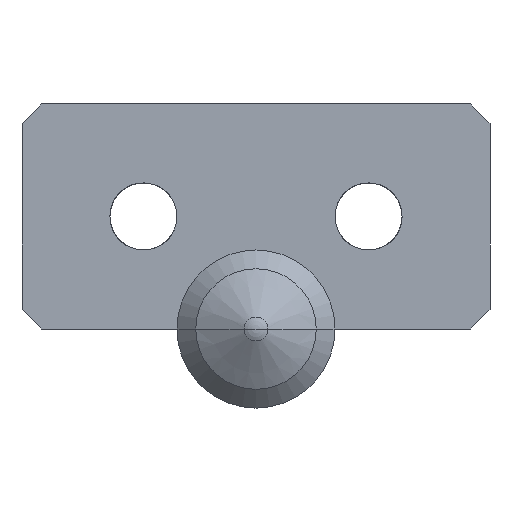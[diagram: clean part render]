
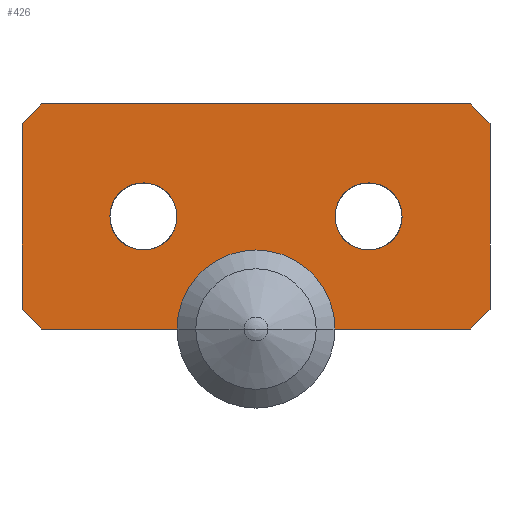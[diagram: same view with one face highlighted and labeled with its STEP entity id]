
A CAD part, front view. The second image highlights one B-rep face of the part: STEP entity #426.
In plain terms, the highlighted planar face has unit normal (0, -1, 0).
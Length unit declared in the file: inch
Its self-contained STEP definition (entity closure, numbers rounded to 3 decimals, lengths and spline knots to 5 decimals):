
#271=DIRECTION('',(-1.,0.,0.));
#272=VECTOR('',#271,1.692);
#273=CARTESIAN_POINT('',(0.846,0.,0.));
#274=LINE('',#273,#272);
#275=DIRECTION('',(-0.707,0.,0.707));
#276=VECTOR('',#275,0.11172);
#277=CARTESIAN_POINT('',(-0.846,0.,0.));
#278=LINE('',#277,#276);
#279=DIRECTION('',(0.,0.,1.));
#280=VECTOR('',#279,0.732);
#281=CARTESIAN_POINT('',(-0.925,0.,0.079));
#282=LINE('',#281,#280);
#283=DIRECTION('',(0.707,0.,0.707));
#284=VECTOR('',#283,0.11172);
#285=CARTESIAN_POINT('',(-0.925,0.,0.811));
#286=LINE('',#285,#284);
#287=DIRECTION('',(1.,0.,0.));
#288=VECTOR('',#287,1.692);
#289=CARTESIAN_POINT('',(-0.846,0.,0.89));
#290=LINE('',#289,#288);
#291=DIRECTION('',(0.707,0.,-0.707));
#292=VECTOR('',#291,0.11172);
#293=CARTESIAN_POINT('',(0.846,0.,0.89));
#294=LINE('',#293,#292);
#295=DIRECTION('',(0.,0.,-1.));
#296=VECTOR('',#295,0.732);
#297=CARTESIAN_POINT('',(0.925,0.,0.811));
#298=LINE('',#297,#296);
#299=DIRECTION('',(-0.707,0.,-0.707));
#300=VECTOR('',#299,0.11172);
#301=CARTESIAN_POINT('',(0.925,0.,0.079));
#302=LINE('',#301,#300);
#303=CARTESIAN_POINT('',(-0.3125,0.,0.445));
#304=CARTESIAN_POINT('',(-0.31254,0.,0.45595));
#305=CARTESIAN_POINT('',(-0.31511,0.,0.47712));
#306=CARTESIAN_POINT('',(-0.32667,0.,0.50749));
#307=CARTESIAN_POINT('',(-0.34512,0.,0.53399));
#308=CARTESIAN_POINT('',(-0.36898,0.,0.55507));
#309=CARTESIAN_POINT('',(-0.39742,0.,0.57004));
#310=CARTESIAN_POINT('',(-0.42858,0.,0.57777));
#311=CARTESIAN_POINT('',(-0.46061,0.,0.57786));
#312=CARTESIAN_POINT('',(-0.49174,0.,0.57035));
#313=CARTESIAN_POINT('',(-0.52027,0.,0.55559));
#314=CARTESIAN_POINT('',(-0.54443,0.,0.53453));
#315=CARTESIAN_POINT('',(-0.56316,0.,0.50787));
#316=CARTESIAN_POINT('',(-0.57488,0.,0.47722));
#317=CARTESIAN_POINT('',(-0.57747,0.,0.45598));
#318=CARTESIAN_POINT('',(-0.5775,0.,0.445));
#320=CARTESIAN_POINT('',(-0.5775,0.,0.445));
#321=CARTESIAN_POINT('',(-0.57746,0.,0.43405));
#322=CARTESIAN_POINT('',(-0.57489,0.,0.41288));
#323=CARTESIAN_POINT('',(-0.56333,0.,0.38251));
#324=CARTESIAN_POINT('',(-0.54488,0.,0.35601));
#325=CARTESIAN_POINT('',(-0.52102,0.,0.33493));
#326=CARTESIAN_POINT('',(-0.49258,0.,0.31996));
#327=CARTESIAN_POINT('',(-0.46142,0.,0.31223));
#328=CARTESIAN_POINT('',(-0.42939,0.,0.31214));
#329=CARTESIAN_POINT('',(-0.39826,0.,0.31965));
#330=CARTESIAN_POINT('',(-0.36973,0.,0.33441));
#331=CARTESIAN_POINT('',(-0.34557,0.,0.35547));
#332=CARTESIAN_POINT('',(-0.32684,0.,0.38213));
#333=CARTESIAN_POINT('',(-0.31512,0.,0.41278));
#334=CARTESIAN_POINT('',(-0.31253,0.,0.43402));
#335=CARTESIAN_POINT('',(-0.3125,0.,0.445));
#337=CARTESIAN_POINT('',(0.5775,0.,0.445));
#338=CARTESIAN_POINT('',(0.57746,0.,0.45595));
#339=CARTESIAN_POINT('',(0.57489,0.,0.47712));
#340=CARTESIAN_POINT('',(0.56333,0.,0.50749));
#341=CARTESIAN_POINT('',(0.54488,0.,0.53399));
#342=CARTESIAN_POINT('',(0.52102,0.,0.55507));
#343=CARTESIAN_POINT('',(0.49258,0.,0.57004));
#344=CARTESIAN_POINT('',(0.46142,0.,0.57777));
#345=CARTESIAN_POINT('',(0.42939,0.,0.57786));
#346=CARTESIAN_POINT('',(0.39826,0.,0.57035));
#347=CARTESIAN_POINT('',(0.36973,0.,0.55559));
#348=CARTESIAN_POINT('',(0.34557,0.,0.53453));
#349=CARTESIAN_POINT('',(0.32684,0.,0.50787));
#350=CARTESIAN_POINT('',(0.31512,0.,0.47722));
#351=CARTESIAN_POINT('',(0.31253,0.,0.45598));
#352=CARTESIAN_POINT('',(0.3125,0.,0.445));
#354=CARTESIAN_POINT('',(0.3125,0.,0.445));
#355=CARTESIAN_POINT('',(0.31254,0.,0.43405));
#356=CARTESIAN_POINT('',(0.31511,0.,0.41288));
#357=CARTESIAN_POINT('',(0.32667,0.,0.38251));
#358=CARTESIAN_POINT('',(0.34512,0.,0.35601));
#359=CARTESIAN_POINT('',(0.36898,0.,0.33493));
#360=CARTESIAN_POINT('',(0.39742,0.,0.31996));
#361=CARTESIAN_POINT('',(0.42858,0.,0.31223));
#362=CARTESIAN_POINT('',(0.46061,0.,0.31214));
#363=CARTESIAN_POINT('',(0.49174,0.,0.31965));
#364=CARTESIAN_POINT('',(0.52027,0.,0.33441));
#365=CARTESIAN_POINT('',(0.54443,0.,0.35547));
#366=CARTESIAN_POINT('',(0.56316,0.,0.38213));
#367=CARTESIAN_POINT('',(0.57488,0.,0.41278));
#368=CARTESIAN_POINT('',(0.57747,0.,0.43402));
#369=CARTESIAN_POINT('',(0.5775,0.,0.445));
#371=CARTESIAN_POINT('',(0.846,0.,0.));
#372=CARTESIAN_POINT('',(-0.846,0.,0.));
#373=VERTEX_POINT('',#371);
#374=VERTEX_POINT('',#372);
#375=CARTESIAN_POINT('',(-0.925,0.,0.079));
#376=VERTEX_POINT('',#375);
#377=CARTESIAN_POINT('',(-0.925,0.,0.811));
#378=VERTEX_POINT('',#377);
#379=CARTESIAN_POINT('',(-0.846,0.,0.89));
#380=VERTEX_POINT('',#379);
#381=CARTESIAN_POINT('',(0.846,0.,0.89));
#382=VERTEX_POINT('',#381);
#383=CARTESIAN_POINT('',(0.925,0.,0.811));
#384=VERTEX_POINT('',#383);
#385=CARTESIAN_POINT('',(0.925,0.,0.079));
#386=VERTEX_POINT('',#385);
#387=VERTEX_POINT('',#303);
#388=VERTEX_POINT('',#318);
#389=VERTEX_POINT('',#337);
#390=VERTEX_POINT('',#352);
#391=CARTESIAN_POINT('',(0.,0.,0.445));
#392=DIRECTION('',(0.,1.,0.));
#393=DIRECTION('',(1.,0.,0.));
#394=AXIS2_PLACEMENT_3D('',#391,#392,#393);
#395=PLANE('',#394);
#397=ORIENTED_EDGE('',*,*,#396,.T.);
#399=ORIENTED_EDGE('',*,*,#398,.T.);
#401=ORIENTED_EDGE('',*,*,#400,.T.);
#403=ORIENTED_EDGE('',*,*,#402,.T.);
#405=ORIENTED_EDGE('',*,*,#404,.T.);
#407=ORIENTED_EDGE('',*,*,#406,.T.);
#409=ORIENTED_EDGE('',*,*,#408,.T.);
#411=ORIENTED_EDGE('',*,*,#410,.T.);
#412=EDGE_LOOP('',(#397,#399,#401,#403,#405,#407,#409,#411));
#413=FACE_OUTER_BOUND('',#412,.F.);
#415=ORIENTED_EDGE('',*,*,#414,.T.);
#417=ORIENTED_EDGE('',*,*,#416,.T.);
#418=EDGE_LOOP('',(#415,#417));
#419=FACE_BOUND('',#418,.F.);
#421=ORIENTED_EDGE('',*,*,#420,.T.);
#423=ORIENTED_EDGE('',*,*,#422,.T.);
#424=EDGE_LOOP('',(#421,#423));
#425=FACE_BOUND('',#424,.F.);
#426=ADVANCED_FACE('',(#413,#419,#425),#395,.F.);
#319=B_SPLINE_CURVE_WITH_KNOTS('',3,(#303,#304,#305,#306,#307,#308,#309,#310,
#311,#312,#313,#314,#315,#316,#317,#318),.UNSPECIFIED.,.F.,.F.,(4,1,1,1,1,1,1,1,
1,1,1,1,1,4),(0.,0.07692,0.15385,0.23077,
0.30769,0.38462,0.46154,0.53846,
0.61538,0.69231,0.76923,0.84615,
0.92308,1.),.UNSPECIFIED.);
#336=B_SPLINE_CURVE_WITH_KNOTS('',3,(#320,#321,#322,#323,#324,#325,#326,#327,
#328,#329,#330,#331,#332,#333,#334,#335),.UNSPECIFIED.,.F.,.F.,(4,1,1,1,1,1,1,1,
1,1,1,1,1,4),(0.,0.07692,0.15385,0.23077,
0.30769,0.38462,0.46154,0.53846,
0.61538,0.69231,0.76923,0.84615,
0.92308,1.),.UNSPECIFIED.);
#353=B_SPLINE_CURVE_WITH_KNOTS('',3,(#337,#338,#339,#340,#341,#342,#343,#344,
#345,#346,#347,#348,#349,#350,#351,#352),.UNSPECIFIED.,.F.,.F.,(4,1,1,1,1,1,1,1,
1,1,1,1,1,4),(0.,0.07692,0.15385,0.23077,
0.30769,0.38462,0.46154,0.53846,
0.61538,0.69231,0.76923,0.84615,
0.92308,1.),.UNSPECIFIED.);
#370=B_SPLINE_CURVE_WITH_KNOTS('',3,(#354,#355,#356,#357,#358,#359,#360,#361,
#362,#363,#364,#365,#366,#367,#368,#369),.UNSPECIFIED.,.F.,.F.,(4,1,1,1,1,1,1,1,
1,1,1,1,1,4),(0.,0.07692,0.15385,0.23077,
0.30769,0.38462,0.46154,0.53846,
0.61538,0.69231,0.76923,0.84615,
0.92308,1.),.UNSPECIFIED.);
#396=EDGE_CURVE('',#373,#374,#274,.T.);
#398=EDGE_CURVE('',#374,#376,#278,.T.);
#400=EDGE_CURVE('',#376,#378,#282,.T.);
#402=EDGE_CURVE('',#378,#380,#286,.T.);
#404=EDGE_CURVE('',#380,#382,#290,.T.);
#406=EDGE_CURVE('',#382,#384,#294,.T.);
#408=EDGE_CURVE('',#384,#386,#298,.T.);
#410=EDGE_CURVE('',#386,#373,#302,.T.);
#414=EDGE_CURVE('',#387,#388,#319,.T.);
#416=EDGE_CURVE('',#388,#387,#336,.T.);
#420=EDGE_CURVE('',#389,#390,#353,.T.);
#422=EDGE_CURVE('',#390,#389,#370,.T.);
